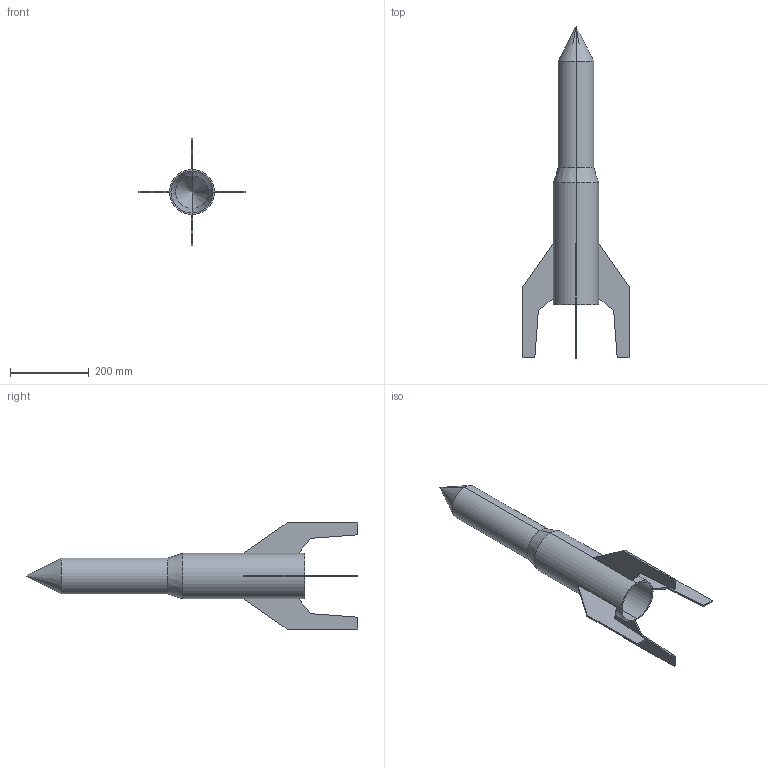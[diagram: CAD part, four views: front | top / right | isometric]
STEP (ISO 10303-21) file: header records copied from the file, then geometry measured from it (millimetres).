
FILE_DESCRIPTION (( 'STEP AP203' ), '1' );
FILE_NAME ('Carcasa Cohete_Predeterminado_sldprt.STEP', '2022-12-13T23:46:24', ( '' ), ( '' ), 'SwSTEP 2.0', 'SolidWorks 2022', '' );
FILE_SCHEMA (( 'CONFIG_CONTROL_DESIGN' ));
Length unit declared in the file: millimetre
Products named in the file (1): Carcasa Cohete_Predeterminado_sldprt
Bounding box: 269 x 842.22 x 269 mm (x, y, z)
Volume: 997769.4 mm3; surface area: 527299.9 mm2
Topology: 5 solids, 5 shells, 50 faces, 110 edges, 68 vertices
Faces by surface type: plane 34, cone 8, cylinder 8
Entity records: 1393 total; most frequent: DIRECTION 226, CARTESIAN_POINT 225, ORIENTED_EDGE 212, EDGE_CURVE 106, VECTOR 88, LINE 88, AXIS2_PLACEMENT_3D 69, VERTEX_POINT 68
